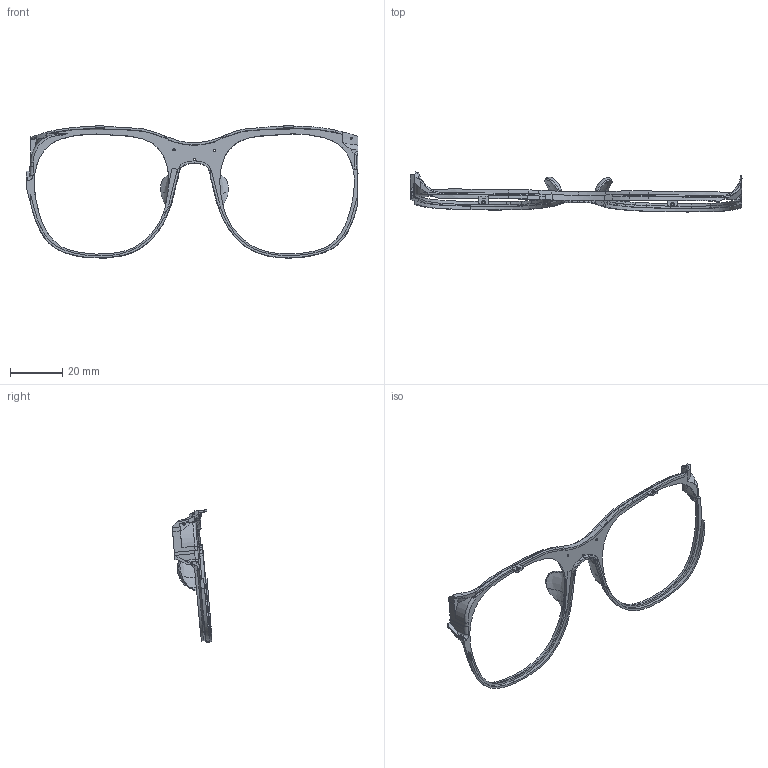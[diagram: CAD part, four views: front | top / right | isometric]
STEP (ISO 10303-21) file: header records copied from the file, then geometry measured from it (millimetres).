
FILE_DESCRIPTION(('FreeCAD Model'),'2;1');
FILE_NAME('Open CASCADE Shape Model','2026-01-08T14:53:34',('Author'),( ''),'Open CASCADE STEP processor 7.8','FreeCAD','Unknown');
FILE_SCHEMA(('AUTOMOTIVE_DESIGN { 1 0 10303 214 1 1 1 1 }'));
Length unit declared in the file: millimetre
Products named in the file (1): COMPOUND008
Bounding box: 127.27 x 15.26 x 50.75 mm (x, y, z)
Volume: 2255.9 mm3; surface area: 5027.5 mm2
Topology: 1 solids, 1 shells, 461 faces, 1311 edges, 843 vertices
Faces by surface type: bspline 281, plane 123, cylinder 45, cone 10, torus 2
Full cylindrical faces by diameter (mm): 0.8 x1, 0.9 x7, 1 x1, 1.749 x1
Entity records: 35532 total; most frequent: CARTESIAN_POINT 25662, ORIENTED_EDGE 2622, EDGE_CURVE 1311, DIRECTION 1120, VERTEX_POINT 843, B_SPLINE_CURVE_WITH_KNOTS 693, FACE_BOUND 477, EDGE_LOOP 477
